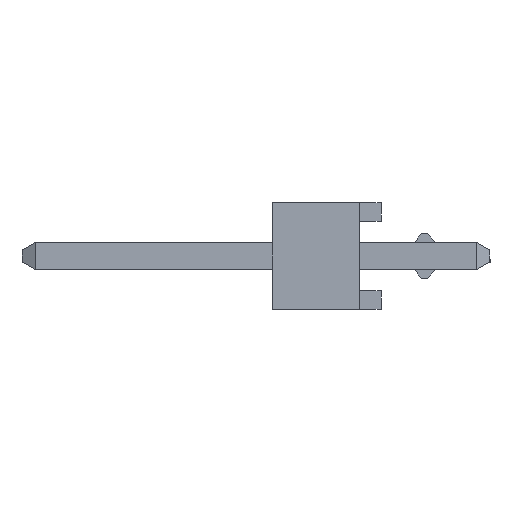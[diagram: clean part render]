
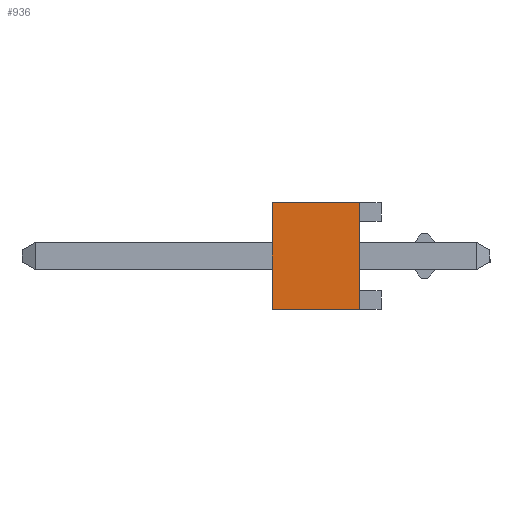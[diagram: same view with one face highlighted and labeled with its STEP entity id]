
A CAD part, left-side view. The second image highlights one B-rep face of the part: STEP entity #936.
In plain terms, the highlighted planar face has unit normal (-1, 0, 0).
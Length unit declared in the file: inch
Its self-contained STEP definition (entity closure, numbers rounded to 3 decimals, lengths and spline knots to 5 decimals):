
#936 = ADVANCED_FACE( '', ( #1903 ), #1904, .F. );
#1903 = FACE_OUTER_BOUND( '', #2913, .T. );
#1904 = PLANE( '', #2914 );
#2913 = EDGE_LOOP( '', ( #5489, #5490, #5491, #5492 ) );
#2914 = AXIS2_PLACEMENT_3D( '', #5493, #5494, #5495 );
#5489 = ORIENTED_EDGE( '', *, *, #6621, .F. );
#5490 = ORIENTED_EDGE( '', *, *, #6766, .F. );
#5491 = ORIENTED_EDGE( '', *, *, #6941, .F. );
#5492 = ORIENTED_EDGE( '', *, *, #6872, .T. );
#5493 = CARTESIAN_POINT( '', ( -0.3, 0.1, -0.049 ) );
#5494 = DIRECTION( '', ( 1., 0., 0. ) );
#5495 = DIRECTION( '', ( 0., 0., -1. ) );
#6621 = EDGE_CURVE( '', #8144, #8146, #8147, .T. );
#6766 = EDGE_CURVE( '', #8341, #8144, #8343, .T. );
#6872 = EDGE_CURVE( '', #8484, #8146, #8485, .T. );
#6941 = EDGE_CURVE( '', #8484, #8341, #8571, .T. );
#8144 = VERTEX_POINT( '', #10275 );
#8146 = VERTEX_POINT( '', #10278 );
#8147 = LINE( '', #10279, #10280 );
#8341 = VERTEX_POINT( '', #10578 );
#8343 = LINE( '', #10581, #10582 );
#8484 = VERTEX_POINT( '', #10798 );
#8485 = LINE( '', #10799, #10800 );
#8571 = LINE( '', #10931, #10932 );
#10275 = CARTESIAN_POINT( '', ( -0.3, 0.02, 0.049 ) );
#10278 = CARTESIAN_POINT( '', ( -0.3, 0.02, -0.049 ) );
#10279 = CARTESIAN_POINT( '', ( -0.3, 0.02, -0.049 ) );
#10280 = VECTOR( '', #11746, 39.37008 );
#10578 = CARTESIAN_POINT( '', ( -0.3, 0.1, 0.049 ) );
#10581 = CARTESIAN_POINT( '', ( -0.3, 0.1, 0.049 ) );
#10582 = VECTOR( '', #11852, 39.37008 );
#10798 = CARTESIAN_POINT( '', ( -0.3, 0.1, -0.049 ) );
#10799 = CARTESIAN_POINT( '', ( -0.3, 0.1, -0.049 ) );
#10800 = VECTOR( '', #11928, 39.37008 );
#10931 = CARTESIAN_POINT( '', ( -0.3, 0.1, -0.049 ) );
#10932 = VECTOR( '', #11974, 39.37008 );
#11746 = DIRECTION( '', ( 0., 0., -1. ) );
#11852 = DIRECTION( '', ( 0., -1., 0. ) );
#11928 = DIRECTION( '', ( 0., -1., 0. ) );
#11974 = DIRECTION( '', ( 0., 0., 1. ) );
